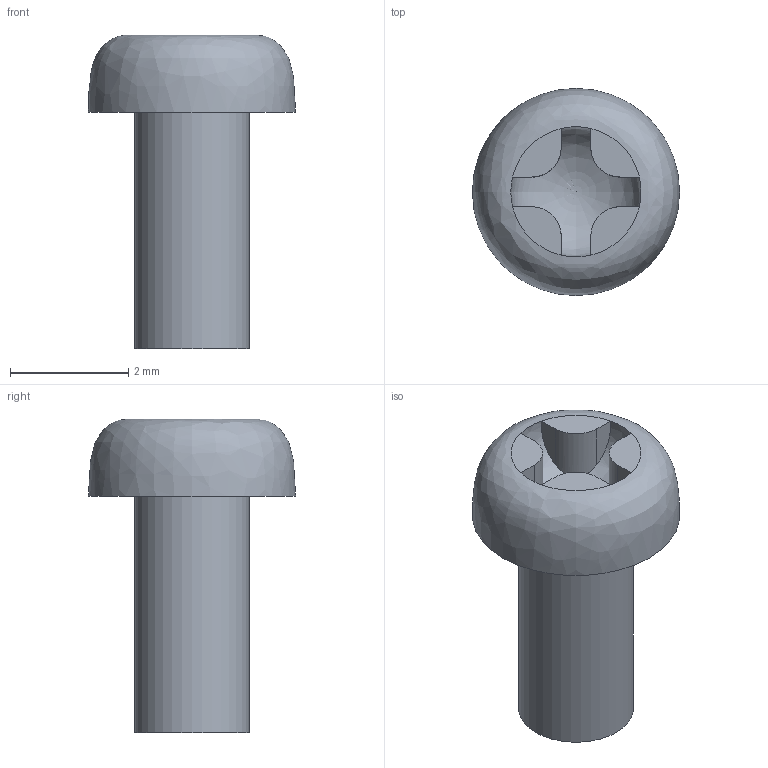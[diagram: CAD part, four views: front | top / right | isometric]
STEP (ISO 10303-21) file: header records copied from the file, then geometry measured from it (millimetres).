
FILE_DESCRIPTION(/* description */ (''),/* implementation_level */ '2;1');
FILE_NAME(/* name */ 'm2 4mm.step',/* time_stamp */ '2020-09-12T22:49:02+09:00',/* author */ (''),/* organization */ (''),/* preprocessor_version */ 'ST-DEVELOPER v18.1',/* originating_system */ 'Autodesk Translation Framework v9.3.0.1241',/* authorisation */ '');
FILE_SCHEMA (('AUTOMOTIVE_DESIGN { 1 0 10303 214 3 1 1 }'));
Length unit declared in the file: millimetre
Products named in the file (1): m2 4mm
Bounding box: 3.5 x 3.5 x 5.3 mm (x, y, z)
Volume: 21.2 mm3; surface area: 65.1 mm2
Topology: 2 solids, 2 shells, 22 faces, 48 edges, 29 vertices
Faces by surface type: plane 15, cylinder 5, bspline 2
Full cylindrical faces by diameter (mm): 1.933 x1
Entity records: 1021 total; most frequent: CARTESIAN_POINT 535, ORIENTED_EDGE 94, DIRECTION 91, EDGE_CURVE 47, AXIS2_PLACEMENT_3D 37, VERTEX_POINT 29, FACE_OUTER_BOUND 22, EDGE_LOOP 22
